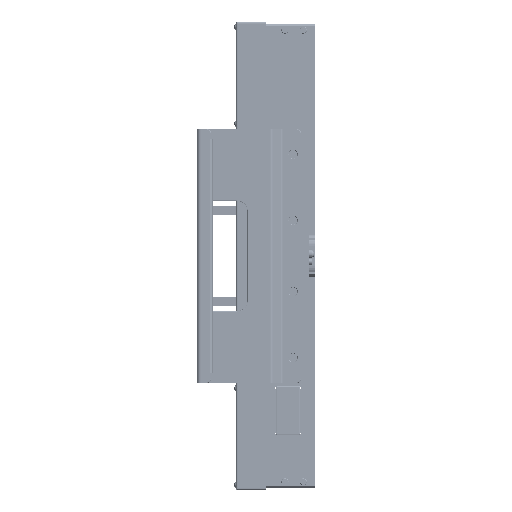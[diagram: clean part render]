
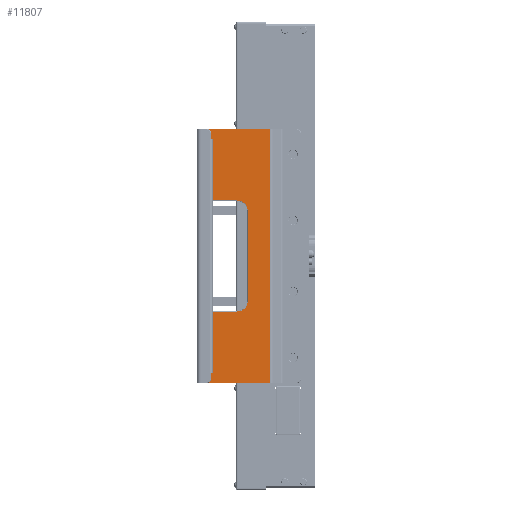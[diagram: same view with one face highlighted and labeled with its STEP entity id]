
A CAD part, left-side view. The second image highlights one B-rep face of the part: STEP entity #11807.
In plain terms, the highlighted face is planar.
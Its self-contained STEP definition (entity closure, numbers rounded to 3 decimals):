
#4115 = LINE ( 'NONE', #93720, #97932 ) ;
#5257 = EDGE_CURVE ( 'NONE', #44707, #88322, #56708, .T. ) ;
#6564 = DIRECTION ( 'NONE',  ( 0., 1., 0. ) ) ;
#8211 = VECTOR ( 'NONE', #57901, 1000. ) ;
#11263 = CIRCLE ( 'NONE', #19156, 10.5 ) ;
#11519 = EDGE_CURVE ( 'NONE', #66881, #108256, #21525, .T. ) ;
#11807 = ADVANCED_FACE ( 'NONE', ( #21317 ), #55842, .T. ) ;
#19156 = AXIS2_PLACEMENT_3D ( 'NONE', #91679, #94101, #128632 ) ;
#21317 = FACE_OUTER_BOUND ( 'NONE', #102960, .T. ) ;
#21525 = LINE ( 'NONE', #97140, #109076 ) ;
#24861 = ORIENTED_EDGE ( 'NONE', *, *, #5257, .T. ) ;
#30489 = CARTESIAN_POINT ( 'NONE',  ( 12., 52.5, -44.1 ) ) ;
#31878 = LINE ( 'NONE', #32676, #160478 ) ;
#32676 = CARTESIAN_POINT ( 'NONE',  ( 12., 30.828, 125. ) ) ;
#41159 = DIRECTION ( 'NONE',  ( 0., 0., 1. ) ) ;
#42641 = ORIENTED_EDGE ( 'NONE', *, *, #11519, .T. ) ;
#43059 = DIRECTION ( 'NONE',  ( 0., 1., 0. ) ) ;
#43295 = LINE ( 'NONE', #130441, #95221 ) ;
#44707 = VERTEX_POINT ( 'NONE', #77022 ) ;
#46068 = ORIENTED_EDGE ( 'NONE', *, *, #75598, .T. ) ;
#52669 = CARTESIAN_POINT ( 'NONE',  ( 12., 52.5, 44.1 ) ) ;
#53745 = ORIENTED_EDGE ( 'NONE', *, *, #81942, .T. ) ;
#54083 = DIRECTION ( 'NONE',  ( 0., 0., -1. ) ) ;
#55842 = PLANE ( 'NONE',  #117017 ) ;
#56708 = LINE ( 'NONE', #130733, #77404 ) ;
#57236 = DIRECTION ( 'NONE',  ( 0., 0., 1. ) ) ;
#57449 = ORIENTED_EDGE ( 'NONE', *, *, #97422, .T. ) ;
#57901 = DIRECTION ( 'NONE',  ( 0., 0., 1. ) ) ;
#58064 = EDGE_CURVE ( 'NONE', #143336, #135339, #66904, .T. ) ;
#58790 = EDGE_CURVE ( 'NONE', #135339, #66881, #43295, .T. ) ;
#65445 = CIRCLE ( 'NONE', #117910, 10.5 ) ;
#66881 = VERTEX_POINT ( 'NONE', #99402 ) ;
#66904 = LINE ( 'NONE', #131032, #116950 ) ;
#68080 = VERTEX_POINT ( 'NONE', #30489 ) ;
#70703 = EDGE_CURVE ( 'NONE', #157623, #68080, #65445, .T. ) ;
#71087 = CARTESIAN_POINT ( 'NONE',  ( 12., 30.828, 124.5 ) ) ;
#74136 = EDGE_CURVE ( 'NONE', #88322, #157623, #4115, .T. ) ;
#75598 = EDGE_CURVE ( 'NONE', #108256, #122905, #31878, .T. ) ;
#77022 = CARTESIAN_POINT ( 'NONE',  ( 12., 99., -124.5 ) ) ;
#77404 = VECTOR ( 'NONE', #41159, 1000. ) ;
#81942 = EDGE_CURVE ( 'NONE', #68080, #107394, #118752, .T. ) ;
#84008 = DIRECTION ( 'NONE',  ( 0., -1., 0. ) ) ;
#88322 = VERTEX_POINT ( 'NONE', #108000 ) ;
#88967 = DIRECTION ( 'NONE',  ( 0., 1., 0. ) ) ;
#91679 = CARTESIAN_POINT ( 'NONE',  ( 12., 63., 44.1 ) ) ;
#92610 = CARTESIAN_POINT ( 'NONE',  ( 12., 30.828, -124.5 ) ) ;
#92902 = DIRECTION ( 'NONE',  ( 0., -1., 0. ) ) ;
#93720 = CARTESIAN_POINT ( 'NONE',  ( 12., 63., -54.6 ) ) ;
#94101 = DIRECTION ( 'NONE',  ( -1., 0., 0. ) ) ;
#95221 = VECTOR ( 'NONE', #57236, 1000. ) ;
#97140 = CARTESIAN_POINT ( 'NONE',  ( 12., 30.828, 124.5 ) ) ;
#97422 = EDGE_CURVE ( 'NONE', #122905, #44707, #139747, .T. ) ;
#97932 = VECTOR ( 'NONE', #92902, 1000. ) ;
#99402 = CARTESIAN_POINT ( 'NONE',  ( 12., 99., 124.5 ) ) ;
#99697 = DIRECTION ( 'NONE',  ( -1., 0., 0. ) ) ;
#100298 = DIRECTION ( 'NONE',  ( 0., 1., 0. ) ) ;
#100918 = CARTESIAN_POINT ( 'NONE',  ( 12., 99., 54.6 ) ) ;
#102818 = VECTOR ( 'NONE', #100298, 1000. ) ;
#102960 = EDGE_LOOP ( 'NONE', ( #46068, #57449, #24861, #139577, #160974, #53745, #133985, #130439, #159019, #42641 ) ) ;
#107394 = VERTEX_POINT ( 'NONE', #52669 ) ;
#107658 = DIRECTION ( 'NONE',  ( 1., 0., 0. ) ) ;
#108000 = CARTESIAN_POINT ( 'NONE',  ( 12., 99., -54.6 ) ) ;
#108256 = VERTEX_POINT ( 'NONE', #71087 ) ;
#109076 = VECTOR ( 'NONE', #84008, 1000. ) ;
#109739 = CARTESIAN_POINT ( 'NONE',  ( 12., 63., 54.6 ) ) ;
#116950 = VECTOR ( 'NONE', #43059, 1000. ) ;
#117017 = AXIS2_PLACEMENT_3D ( 'NONE', #119137, #107658, #6564 ) ;
#117910 = AXIS2_PLACEMENT_3D ( 'NONE', #152271, #99697, #88967 ) ;
#118752 = LINE ( 'NONE', #158215, #8211 ) ;
#118962 = CARTESIAN_POINT ( 'NONE',  ( 12., 63., -54.6 ) ) ;
#119137 = CARTESIAN_POINT ( 'NONE',  ( 12., 103., 125. ) ) ;
#122905 = VERTEX_POINT ( 'NONE', #92610 ) ;
#125722 = CARTESIAN_POINT ( 'NONE',  ( 12., 103., -124.5 ) ) ;
#128632 = DIRECTION ( 'NONE',  ( 0., 1., 0. ) ) ;
#130439 = ORIENTED_EDGE ( 'NONE', *, *, #58064, .T. ) ;
#130441 = CARTESIAN_POINT ( 'NONE',  ( 12., 99., 125. ) ) ;
#130733 = CARTESIAN_POINT ( 'NONE',  ( 12., 99., 125. ) ) ;
#131032 = CARTESIAN_POINT ( 'NONE',  ( 12., 99., 54.6 ) ) ;
#133985 = ORIENTED_EDGE ( 'NONE', *, *, #153117, .T. ) ;
#135339 = VERTEX_POINT ( 'NONE', #100918 ) ;
#139577 = ORIENTED_EDGE ( 'NONE', *, *, #74136, .T. ) ;
#139747 = LINE ( 'NONE', #125722, #102818 ) ;
#143336 = VERTEX_POINT ( 'NONE', #109739 ) ;
#152271 = CARTESIAN_POINT ( 'NONE',  ( 12., 63., -44.1 ) ) ;
#153117 = EDGE_CURVE ( 'NONE', #107394, #143336, #11263, .T. ) ;
#157623 = VERTEX_POINT ( 'NONE', #118962 ) ;
#158215 = CARTESIAN_POINT ( 'NONE',  ( 12., 52.5, 44.1 ) ) ;
#159019 = ORIENTED_EDGE ( 'NONE', *, *, #58790, .T. ) ;
#160478 = VECTOR ( 'NONE', #54083, 1000. ) ;
#160974 = ORIENTED_EDGE ( 'NONE', *, *, #70703, .T. ) ;
